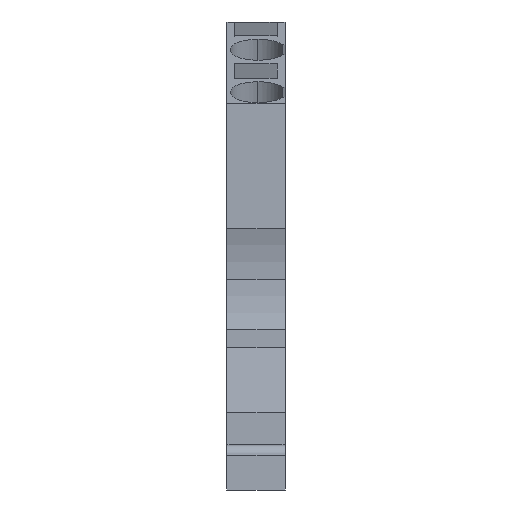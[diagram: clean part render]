
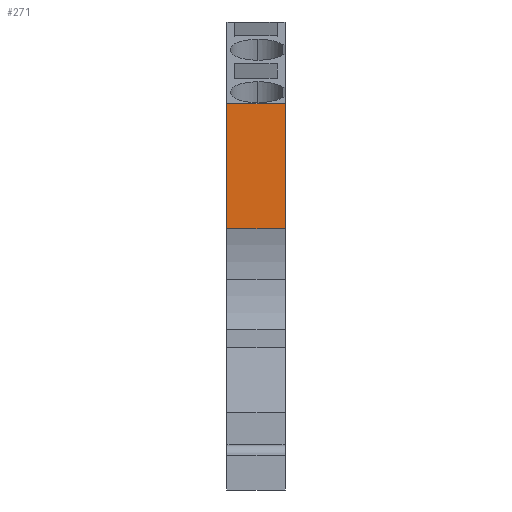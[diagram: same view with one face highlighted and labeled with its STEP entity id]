
A CAD part, front view. The second image highlights one B-rep face of the part: STEP entity #271.
In plain terms, the highlighted planar face has unit normal (0, -1, 0).
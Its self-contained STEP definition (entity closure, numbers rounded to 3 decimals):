
#271=ADVANCED_FACE('',(#643),#644,.T.);
#643=FACE_OUTER_BOUND('',#1115,.T.);
#644=PLANE('',#1116);
#1115=EDGE_LOOP('',(#1934,#1935,#1936,#1937));
#1116=AXIS2_PLACEMENT_3D('',#1938,#1939,#1940);
#1934=ORIENTED_EDGE('',*,*,#3065,.T.);
#1935=ORIENTED_EDGE('',*,*,#3182,.F.);
#1936=ORIENTED_EDGE('',*,*,#3068,.F.);
#1937=ORIENTED_EDGE('',*,*,#2991,.T.);
#1938=CARTESIAN_POINT('',(5.15,0.,32.172));
#1939=DIRECTION('',(0.0,-1.0,0.0));
#1940=DIRECTION('',(1.0,0.0,0.0));
#2991=EDGE_CURVE('',#3633,#3631,#3634,.T.);
#3065=EDGE_CURVE('',#3631,#3767,#3769,.T.);
#3068=EDGE_CURVE('',#3633,#3772,#3773,.T.);
#3182=EDGE_CURVE('',#3772,#3767,#3940,.T.);
#3631=VERTEX_POINT('',#5421);
#3633=VERTEX_POINT('',#5423);
#3634=LINE('',#5424,#5425);
#3767=VERTEX_POINT('',#5610);
#3769=LINE('',#5613,#5614);
#3772=VERTEX_POINT('',#5617);
#3773=LINE('',#5618,#5619);
#3940=LINE('',#5863,#5864);
#5421=CARTESIAN_POINT('',(5.15,0.,23.181));
#5423=CARTESIAN_POINT('',(0.,0.,23.181));
#5424=CARTESIAN_POINT('',(5.709,0.,23.181));
#5425=VECTOR('',#7680,1.0);
#5610=CARTESIAN_POINT('',(5.15,0.,34.263));
#5613=CARTESIAN_POINT('',(5.15,0.,6.));
#5614=VECTOR('',#7785,1.0);
#5617=CARTESIAN_POINT('',(0.,0.,34.263));
#5618=CARTESIAN_POINT('',(0.,0.,6.));
#5619=VECTOR('',#7789,1.0);
#5863=CARTESIAN_POINT('',(5.15,0.,34.263));
#5864=VECTOR('',#7888,1.0);
#7680=DIRECTION('',(1.0,0.,0.));
#7785=DIRECTION('',(0.0,0.0,1.0));
#7789=DIRECTION('',(0.0,0.0,1.0));
#7888=DIRECTION('',(1.0,0.0,0.0));
